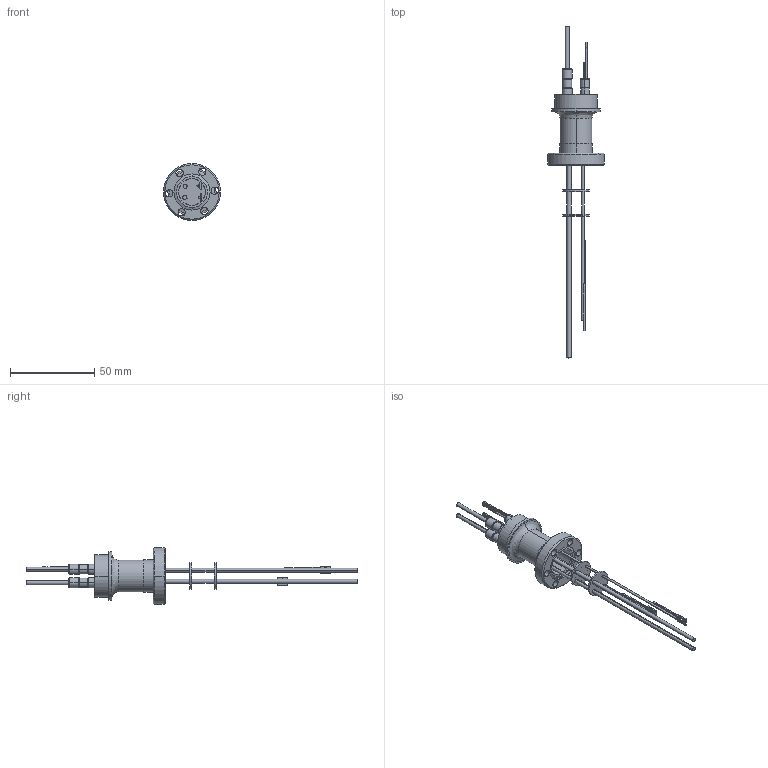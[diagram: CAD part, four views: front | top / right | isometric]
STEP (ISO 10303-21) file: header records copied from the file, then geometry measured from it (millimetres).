
FILE_DESCRIPTION (( 'STEP AP214' ), '1' );
FILE_NAME ('263-TCK-1-CU30-2-C16.STEP', '2018-01-29T12:18:50', ( '' ), ( '' ), 'SwSTEP 2.0', 'SolidWorks 2014', '' );
FILE_SCHEMA (( 'AUTOMOTIVE_DESIGN' ));
Length unit declared in the file: millimetre
Products named in the file (1): 263-TCK-1-CU30-2-C16
Bounding box: 33.78 x 196.97 x 33.78 mm (x, y, z)
Volume: 11419.5 mm3; surface area: 15428.2 mm2
Topology: 1 solids, 3 shells, 319 faces, 813 edges, 539 vertices
Faces by surface type: cylinder 172, plane 83, bspline 32, cone 32
Entity records: 10766 total; most frequent: CARTESIAN_POINT 2435, DIRECTION 1841, ORIENTED_EDGE 1626, EDGE_CURVE 813, AXIS2_PLACEMENT_3D 769, VERTEX_POINT 539, CIRCLE 481, EDGE_LOOP 404
